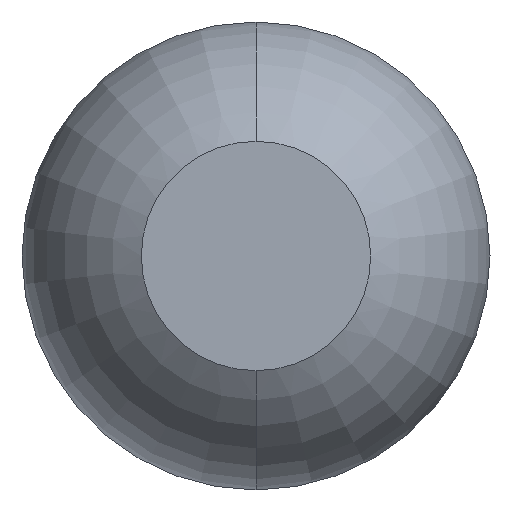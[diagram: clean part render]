
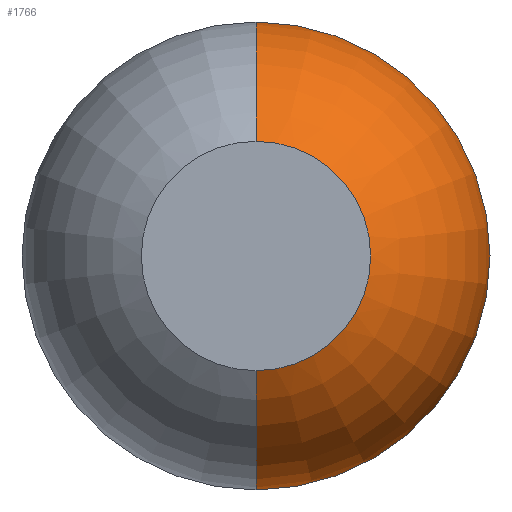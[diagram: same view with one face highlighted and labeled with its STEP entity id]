
A CAD part, front view. The second image highlights one B-rep face of the part: STEP entity #1766.
In plain terms, the highlighted toroidal (fillet/blend) face has major radius 0.01 mm and minor radius 0.5 mm.
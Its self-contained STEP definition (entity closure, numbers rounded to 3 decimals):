
#64 = DIRECTION ( 'NONE',  ( 1., 0., 0. ) ) ;
#85 = DIRECTION ( 'NONE',  ( 0., 0., -1. ) ) ;
#240 = DIRECTION ( 'NONE',  ( -1., 0., 0. ) ) ;
#343 = TOROIDAL_SURFACE ( 'NONE', #1455, 0.01, 0.5 ) ;
#436 = EDGE_LOOP ( 'NONE', ( #1172, #2781, #1876, #3104 ) ) ;
#446 = DIRECTION ( 'NONE',  ( 0., 0., -1. ) ) ;
#892 = CARTESIAN_POINT ( 'NONE',  ( 0., -27.4, 0.25 ) ) ;
#895 = EDGE_CURVE ( 'NONE', #1869, #2125, #2028, .T. ) ;
#977 = DIRECTION ( 'NONE',  ( 0., 0., 1. ) ) ;
#1027 = DIRECTION ( 'NONE',  ( 0., -1., 0. ) ) ;
#1113 = DIRECTION ( 'NONE',  ( 0., 0., 1. ) ) ;
#1172 = ORIENTED_EDGE ( 'NONE', *, *, #1880, .F. ) ;
#1213 = VERTEX_POINT ( 'NONE', #2906 ) ;
#1377 = AXIS2_PLACEMENT_3D ( 'NONE', #2864, #240, #1113 ) ;
#1455 = AXIS2_PLACEMENT_3D ( 'NONE', #3301, #3308, #977 ) ;
#1631 = CARTESIAN_POINT ( 'NONE',  ( 0., -27.4, -0.25 ) ) ;
#1667 = EDGE_CURVE ( 'NONE', #2803, #1213, #2161, .T. ) ;
#1766 = ADVANCED_FACE ( 'Defeature ausgef�hrt1_5', ( #2347 ), #343, .T. ) ;
#1869 = VERTEX_POINT ( 'NONE', #1631 ) ;
#1876 = ORIENTED_EDGE ( 'NONE', *, *, #2863, .F. ) ;
#1880 = EDGE_CURVE ( 'Defeature ausgef�hrt1_13+Defeature ausgef�hrt1_5+Defeature ausgef�hrt1_5+Defeature ausgef�hrt1_5', #1869, #2803, #3699, .T. ) ;
#2028 = CIRCLE ( 'NONE', #3509, 0.5 ) ;
#2125 = VERTEX_POINT ( 'NONE', #2660 ) ;
#2159 = CARTESIAN_POINT ( 'NONE',  ( 0., -26.961, 0. ) ) ;
#2161 = CIRCLE ( 'NONE', #1377, 0.5 ) ;
#2225 = CARTESIAN_POINT ( 'NONE',  ( 0., -27.4, 0. ) ) ;
#2347 = FACE_OUTER_BOUND ( 'NONE', #436, .T. ) ;
#2437 = AXIS2_PLACEMENT_3D ( 'NONE', #2225, #1027, #446 ) ;
#2444 = CARTESIAN_POINT ( 'NONE',  ( 0., -26.961, -0.01 ) ) ;
#2501 = AXIS2_PLACEMENT_3D ( 'NONE', #2159, #2982, #3268 ) ;
#2660 = CARTESIAN_POINT ( 'NONE',  ( 0., -26.961, -0.51 ) ) ;
#2781 = ORIENTED_EDGE ( 'NONE', *, *, #895, .T. ) ;
#2803 = VERTEX_POINT ( 'NONE', #892 ) ;
#2863 = EDGE_CURVE ( 'Defeature ausgef�hrt1_6+Defeature ausgef�hrt1_5+Defeature ausgef�hrt1_5+Defeature ausgef�hrt1_5', #1213, #2125, #3003, .T. ) ;
#2864 = CARTESIAN_POINT ( 'NONE',  ( 0., -26.961, 0.01 ) ) ;
#2906 = CARTESIAN_POINT ( 'NONE',  ( 0., -26.961, 0.51 ) ) ;
#2982 = DIRECTION ( 'NONE',  ( 0., 1., 0. ) ) ;
#3003 = CIRCLE ( 'NONE', #2501, 0.51 ) ;
#3104 = ORIENTED_EDGE ( 'NONE', *, *, #1667, .F. ) ;
#3268 = DIRECTION ( 'NONE',  ( 0., 0., 1. ) ) ;
#3301 = CARTESIAN_POINT ( 'NONE',  ( 0., -26.961, 0. ) ) ;
#3308 = DIRECTION ( 'NONE',  ( 0., 1., 0. ) ) ;
#3509 = AXIS2_PLACEMENT_3D ( 'NONE', #2444, #64, #85 ) ;
#3699 = CIRCLE ( 'NONE', #2437, 0.25 ) ;
